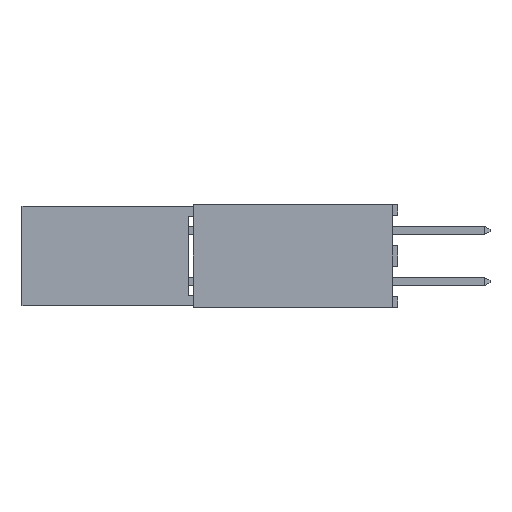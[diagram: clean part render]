
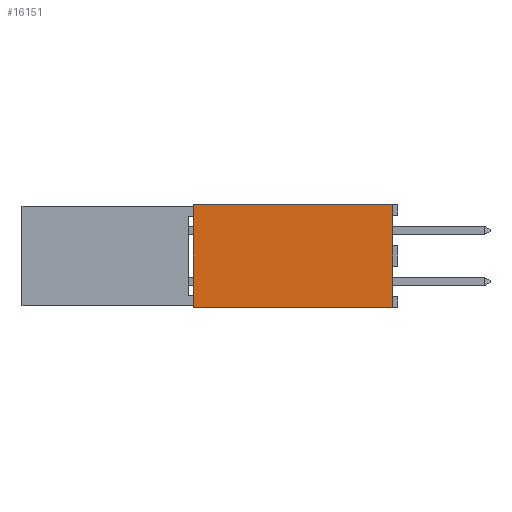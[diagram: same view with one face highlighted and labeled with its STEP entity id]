
A CAD part, left-side view. The second image highlights one B-rep face of the part: STEP entity #16151.
In plain terms, the highlighted planar face has unit normal (-1, 0, 0).
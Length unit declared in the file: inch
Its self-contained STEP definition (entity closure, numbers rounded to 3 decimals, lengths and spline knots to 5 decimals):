
#3487=ORIENTED_EDGE('',*,*,#6277,.T.);
#3488=ORIENTED_EDGE('',*,*,#6458,.F.);
#3489=ORIENTED_EDGE('',*,*,#6459,.F.);
#3490=ORIENTED_EDGE('',*,*,#6455,.T.);
#6277=EDGE_CURVE('',#8002,#8001,#9977,.T.);
#6455=EDGE_CURVE('',#8159,#8002,#10155,.T.);
#6458=EDGE_CURVE('',#8161,#8001,#10158,.T.);
#6459=EDGE_CURVE('',#8159,#8161,#10159,.T.);
#8001=VERTEX_POINT('',#24801);
#8002=VERTEX_POINT('',#24803);
#8159=VERTEX_POINT('',#25139);
#8161=VERTEX_POINT('',#25145);
#9977=LINE('',#24802,#12197);
#10155=LINE('',#25138,#12375);
#10158=LINE('',#25144,#12378);
#10159=LINE('',#25146,#12379);
#12197=VECTOR('',#20284,39.37008);
#12375=VECTOR('',#20464,39.37008);
#12378=VECTOR('',#20469,39.37008);
#12379=VECTOR('',#20470,39.37008);
#13487=EDGE_LOOP('',(#3487,#3488,#3489,#3490));
#14435=FACE_BOUND('',#13487,.T.);
#15283=PLANE('',#17111);
#16151=ADVANCED_FACE('',(#14435),#15283,.F.);
#17111=AXIS2_PLACEMENT_3D('',#25143,#20467,#20468);
#20284=DIRECTION('',(0.,0.,1.));
#20464=DIRECTION('',(0.,-1.,0.));
#20467=DIRECTION('',(1.,0.,0.));
#20468=DIRECTION('',(0.,0.,-1.));
#20469=DIRECTION('',(0.,-1.,0.));
#20470=DIRECTION('',(0.,0.,1.));
#24801=CARTESIAN_POINT('',(0.,0.01,0.1));
#24802=CARTESIAN_POINT('',(0.,0.01,-0.1));
#24803=CARTESIAN_POINT('',(0.,0.01,-0.1));
#25138=CARTESIAN_POINT('',(0.,0.4,-0.1));
#25139=CARTESIAN_POINT('',(0.,0.4,-0.1));
#25143=CARTESIAN_POINT('',(0.,0.4,-0.1));
#25144=CARTESIAN_POINT('',(0.,0.4,0.1));
#25145=CARTESIAN_POINT('',(0.,0.4,0.1));
#25146=CARTESIAN_POINT('',(0.,0.4,-0.1));
